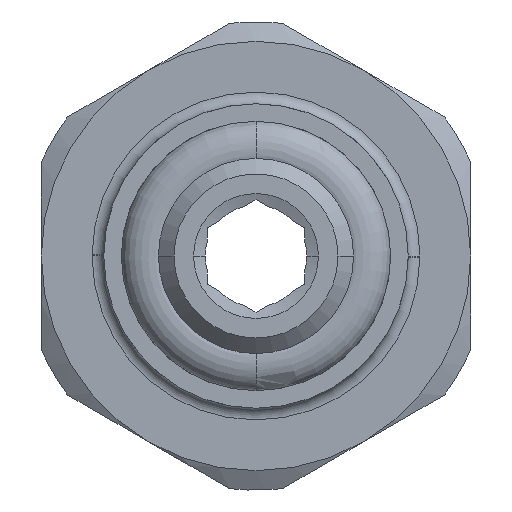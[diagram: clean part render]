
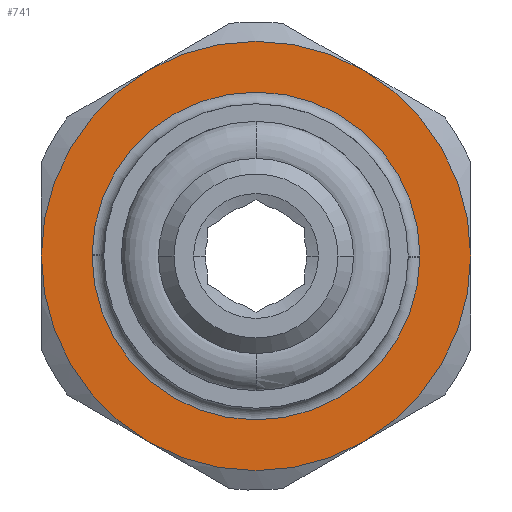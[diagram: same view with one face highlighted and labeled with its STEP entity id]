
A CAD part, front view. The second image highlights one B-rep face of the part: STEP entity #741.
In plain terms, the highlighted planar face has unit normal (0, -1, 0).
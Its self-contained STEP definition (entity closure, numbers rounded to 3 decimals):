
#741=ADVANCED_FACE('',(#1982,#1983),#1984,.T.);
#1982=FACE_OUTER_BOUND('',#4866,.T.);
#1983=FACE_BOUND('',#4867,.T.);
#1984=PLANE('',#4868);
#4866=EDGE_LOOP('',(#9441,#9442,#9443,#9444,#9445,#9446));
#4867=EDGE_LOOP('',(#9447,#9448,#9449,#9450));
#4868=AXIS2_PLACEMENT_3D('',#9451,#9452,#9453);
#9441=ORIENTED_EDGE('',*,*,#11970,.F.);
#9442=ORIENTED_EDGE('',*,*,#11971,.F.);
#9443=ORIENTED_EDGE('',*,*,#11972,.F.);
#9444=ORIENTED_EDGE('',*,*,#11973,.F.);
#9445=ORIENTED_EDGE('',*,*,#11974,.F.);
#9446=ORIENTED_EDGE('',*,*,#11975,.F.);
#9447=ORIENTED_EDGE('',*,*,#11961,.F.);
#9448=ORIENTED_EDGE('',*,*,#11976,.F.);
#9449=ORIENTED_EDGE('',*,*,#11901,.F.);
#9450=ORIENTED_EDGE('',*,*,#11969,.F.);
#9451=CARTESIAN_POINT('',(0.0,1.5,0.0));
#9452=DIRECTION('',(0.0,-1.0,0.0));
#9453=DIRECTION('',(0.0,0.0,-1.0));
#11901=EDGE_CURVE('',#14511,#14507,#14513,.T.);
#11961=EDGE_CURVE('',#14631,#14627,#14633,.T.);
#11969=EDGE_CURVE('',#14627,#14511,#14645,.T.);
#11970=EDGE_CURVE('',#14646,#14647,#14648,.T.);
#11971=EDGE_CURVE('',#14649,#14646,#14650,.T.);
#11972=EDGE_CURVE('',#14651,#14649,#14652,.T.);
#11973=EDGE_CURVE('',#14653,#14651,#14654,.T.);
#11974=EDGE_CURVE('',#14655,#14653,#14656,.T.);
#11975=EDGE_CURVE('',#14647,#14655,#14657,.T.);
#11976=EDGE_CURVE('',#14507,#14631,#14658,.T.);
#14507=VERTEX_POINT('',#19201);
#14511=VERTEX_POINT('',#19205);
#14513=CIRCLE('',#19207,4.2);
#14627=VERTEX_POINT('',#19325);
#14631=VERTEX_POINT('',#19329);
#14633=CIRCLE('',#19331,4.2);
#14645=CIRCLE('',#19345,4.2);
#14646=VERTEX_POINT('',#19346);
#14647=VERTEX_POINT('',#19347);
#14648=CIRCLE('',#19348,5.5);
#14649=VERTEX_POINT('',#19349);
#14650=CIRCLE('',#19350,5.5);
#14651=VERTEX_POINT('',#19351);
#14652=CIRCLE('',#19352,5.5);
#14653=VERTEX_POINT('',#19353);
#14654=CIRCLE('',#19354,5.5);
#14655=VERTEX_POINT('',#19355);
#14656=CIRCLE('',#19356,5.5);
#14657=CIRCLE('',#19357,5.5);
#14658=CIRCLE('',#19358,4.2);
#19201=CARTESIAN_POINT('',(-4.2,1.5,0.04));
#19205=CARTESIAN_POINT('',(4.2,1.5,0.0));
#19207=AXIS2_PLACEMENT_3D('',#22186,#22187,#22188);
#19325=CARTESIAN_POINT('',(4.2,1.5,-0.04));
#19329=CARTESIAN_POINT('',(-4.2,1.5,0.0));
#19331=AXIS2_PLACEMENT_3D('',#22358,#22359,#22360);
#19345=AXIS2_PLACEMENT_3D('',#22378,#22379,#22380);
#19346=CARTESIAN_POINT('',(2.75,1.5,4.763));
#19347=CARTESIAN_POINT('',(5.5,1.5,0.0));
#19348=AXIS2_PLACEMENT_3D('',#22381,#22382,#22383);
#19349=CARTESIAN_POINT('',(-2.75,1.5,4.763));
#19350=AXIS2_PLACEMENT_3D('',#22384,#22385,#22386);
#19351=CARTESIAN_POINT('',(-5.5,1.5,0.0));
#19352=AXIS2_PLACEMENT_3D('',#22387,#22388,#22389);
#19353=CARTESIAN_POINT('',(-2.75,1.5,-4.763));
#19354=AXIS2_PLACEMENT_3D('',#22390,#22391,#22392);
#19355=CARTESIAN_POINT('',(2.75,1.5,-4.763));
#19356=AXIS2_PLACEMENT_3D('',#22393,#22394,#22395);
#19357=AXIS2_PLACEMENT_3D('',#22396,#22397,#22398);
#19358=AXIS2_PLACEMENT_3D('',#22399,#22400,#22401);
#22186=CARTESIAN_POINT('',(0.0,1.5,0.0));
#22187=DIRECTION('',(0.0,-1.0,0.0));
#22188=DIRECTION('',(1.0,0.0,0.0));
#22358=CARTESIAN_POINT('',(0.0,1.5,0.0));
#22359=DIRECTION('',(0.0,-1.0,0.0));
#22360=DIRECTION('',(-1.0,0.0,0.0));
#22378=CARTESIAN_POINT('',(0.0,1.5,0.0));
#22379=DIRECTION('',(0.0,-1.0,0.0));
#22380=DIRECTION('',(-1.0,0.0,0.0));
#22381=CARTESIAN_POINT('',(0.0,1.5,0.0));
#22382=DIRECTION('',(-0.0,1.0,0.0));
#22383=DIRECTION('',(0.5,0.0,0.866));
#22384=CARTESIAN_POINT('',(0.0,1.5,0.0));
#22385=DIRECTION('',(0.0,1.0,0.0));
#22386=DIRECTION('',(-0.5,0.0,0.866));
#22387=CARTESIAN_POINT('',(0.0,1.5,0.0));
#22388=DIRECTION('',(0.0,1.0,0.0));
#22389=DIRECTION('',(-1.0,0.0,0.0));
#22390=CARTESIAN_POINT('',(0.0,1.5,0.0));
#22391=DIRECTION('',(0.0,1.0,0.0));
#22392=DIRECTION('',(-0.5,0.0,-0.866));
#22393=CARTESIAN_POINT('',(0.0,1.5,0.0));
#22394=DIRECTION('',(0.0,1.0,0.0));
#22395=DIRECTION('',(0.5,0.0,-0.866));
#22396=CARTESIAN_POINT('',(0.0,1.5,0.0));
#22397=DIRECTION('',(-0.0,1.0,0.0));
#22398=DIRECTION('',(1.0,0.0,0.0));
#22399=CARTESIAN_POINT('',(0.0,1.5,0.0));
#22400=DIRECTION('',(0.0,-1.0,0.0));
#22401=DIRECTION('',(1.0,0.0,0.0));
